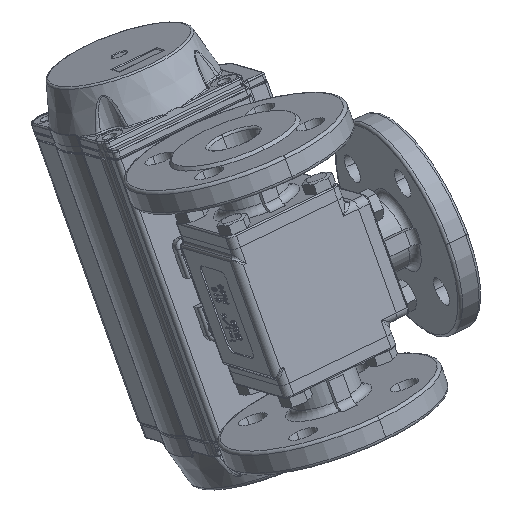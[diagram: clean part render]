
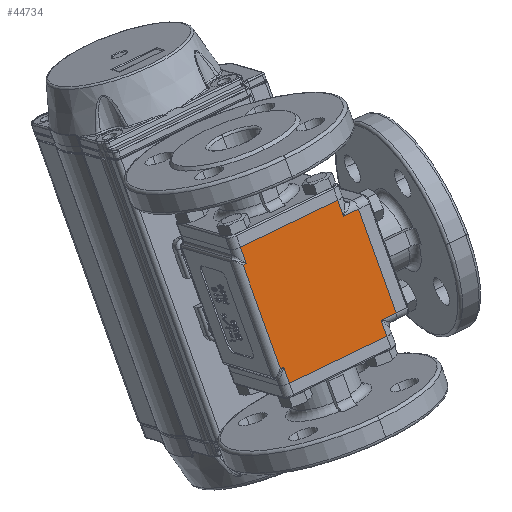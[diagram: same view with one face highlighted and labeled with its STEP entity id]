
A CAD part, isometric view. The second image highlights one B-rep face of the part: STEP entity #44734.
In plain terms, the highlighted face is planar.
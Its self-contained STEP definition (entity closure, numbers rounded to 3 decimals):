
#3797=PLANE('',#48132);
#4705=LINE('',#63264,#7360);
#5574=LINE('',#72922,#8229);
#5575=LINE('',#72926,#8230);
#5579=LINE('',#72938,#8234);
#5582=LINE('',#72946,#8237);
#5586=LINE('',#72958,#8241);
#5589=LINE('',#72964,#8244);
#5592=LINE('',#72970,#8247);
#5602=LINE('',#72996,#8257);
#5604=LINE('',#73001,#8259);
#5605=LINE('',#73009,#8260);
#5607=LINE('',#73017,#8262);
#7360=VECTOR('',#51826,1000.);
#8229=VECTOR('',#53965,1000.);
#8230=VECTOR('',#53970,1000.);
#8234=VECTOR('',#53982,1000.);
#8237=VECTOR('',#53989,1000.);
#8241=VECTOR('',#54003,1000.);
#8244=VECTOR('',#54012,1000.);
#8247=VECTOR('',#54021,1000.);
#8257=VECTOR('',#54049,1000.);
#8259=VECTOR('',#54055,1000.);
#8260=VECTOR('',#54070,1000.);
#8262=VECTOR('',#54084,1000.);
#12630=ORIENTED_EDGE('',*,*,#25251,.T.);
#12631=ORIENTED_EDGE('',*,*,#23742,.T.);
#12632=ORIENTED_EDGE('',*,*,#25248,.F.);
#12633=ORIENTED_EDGE('',*,*,#25232,.T.);
#12634=ORIENTED_EDGE('',*,*,#25283,.F.);
#12635=ORIENTED_EDGE('',*,*,#25242,.T.);
#12636=ORIENTED_EDGE('',*,*,#25254,.T.);
#12637=ORIENTED_EDGE('',*,*,#25270,.F.);
#12638=ORIENTED_EDGE('',*,*,#25267,.F.);
#12639=ORIENTED_EDGE('',*,*,#25238,.T.);
#12640=ORIENTED_EDGE('',*,*,#25276,.F.);
#12641=ORIENTED_EDGE('',*,*,#25230,.T.);
#23742=EDGE_CURVE('',#30604,#30602,#4705,.T.);
#25230=EDGE_CURVE('',#31603,#30708,#5574,.T.);
#25232=EDGE_CURVE('',#30709,#31604,#5575,.T.);
#25238=EDGE_CURVE('',#31594,#31608,#5579,.T.);
#25242=EDGE_CURVE('',#31611,#31591,#5582,.T.);
#25248=EDGE_CURVE('',#30709,#30602,#5586,.T.);
#25251=EDGE_CURVE('',#30708,#30604,#5589,.T.);
#25254=EDGE_CURVE('',#31591,#31614,#5592,.T.);
#25267=EDGE_CURVE('',#31594,#31621,#5602,.T.);
#25270=EDGE_CURVE('',#31621,#31614,#5604,.T.);
#25276=EDGE_CURVE('',#31603,#31608,#5605,.T.);
#25283=EDGE_CURVE('',#31611,#31604,#5607,.T.);
#30602=VERTEX_POINT('',#63262);
#30604=VERTEX_POINT('',#63265);
#30708=VERTEX_POINT('',#63781);
#30709=VERTEX_POINT('',#63872);
#31591=VERTEX_POINT('',#72667);
#31594=VERTEX_POINT('',#72773);
#31603=VERTEX_POINT('',#72923);
#31604=VERTEX_POINT('',#72927);
#31608=VERTEX_POINT('',#72939);
#31611=VERTEX_POINT('',#72947);
#31614=VERTEX_POINT('',#72971);
#31621=VERTEX_POINT('',#72997);
#37465=EDGE_LOOP('',(#12630,#12631,#12632,#12633,#12634,#12635,#12636,#12637,
#12638,#12639,#12640,#12641));
#40776=FACE_BOUND('',#37465,.T.);
#44734=ADVANCED_FACE('',(#40776),#3797,.T.);
#48132=AXIS2_PLACEMENT_3D('',#73024,#54096,#54097);
#51826=DIRECTION('',(0.,0.,-1.));
#53965=DIRECTION('',(0.,0.,-1.));
#53970=DIRECTION('',(0.,0.,-1.));
#53982=DIRECTION('',(0.,0.,1.));
#53989=DIRECTION('',(0.,0.,1.));
#54003=DIRECTION('',(-1.,0.,0.));
#54012=DIRECTION('',(-1.,0.,0.));
#54021=DIRECTION('',(1.,0.,0.));
#54049=DIRECTION('',(1.,0.,0.));
#54055=DIRECTION('',(0.,0.,-1.));
#54070=DIRECTION('',(1.,0.,0.));
#54084=DIRECTION('',(-1.,0.,0.));
#54096=DIRECTION('',(0.,-1.,0.));
#54097=DIRECTION('',(0.,0.,-1.));
#63262=CARTESIAN_POINT('',(-36.3,0.,-34.));
#63264=CARTESIAN_POINT('',(-36.3,0.,-34.));
#63265=CARTESIAN_POINT('',(-36.3,0.,34.));
#63781=CARTESIAN_POINT('',(-34.,0.,34.));
#63872=CARTESIAN_POINT('',(-34.,0.,-34.));
#72667=CARTESIAN_POINT('',(34.,0.,-34.));
#72773=CARTESIAN_POINT('',(34.,0.,34.));
#72922=CARTESIAN_POINT('',(-34.,0.,34.));
#72923=CARTESIAN_POINT('',(-34.,0.,44.5));
#72926=CARTESIAN_POINT('',(-34.,0.,-44.5));
#72927=CARTESIAN_POINT('',(-34.,0.,-44.5));
#72938=CARTESIAN_POINT('',(34.,0.,0.));
#72939=CARTESIAN_POINT('',(34.,0.,44.5));
#72946=CARTESIAN_POINT('',(34.,0.,0.));
#72947=CARTESIAN_POINT('',(34.,0.,-44.5));
#72958=CARTESIAN_POINT('',(-39.,0.,-34.));
#72964=CARTESIAN_POINT('',(-39.,0.,34.));
#72970=CARTESIAN_POINT('',(39.,0.,-34.));
#72971=CARTESIAN_POINT('',(44.5,0.,-34.));
#72996=CARTESIAN_POINT('',(39.,0.,34.));
#72997=CARTESIAN_POINT('',(44.5,0.,34.));
#73001=CARTESIAN_POINT('',(44.5,0.,0.));
#73009=CARTESIAN_POINT('',(44.5,0.,44.5));
#73017=CARTESIAN_POINT('',(44.5,0.,-44.5));
#73024=CARTESIAN_POINT('',(0.,0.,0.));
